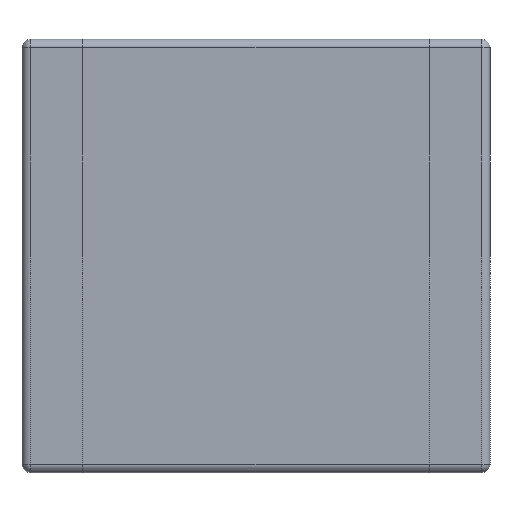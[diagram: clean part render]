
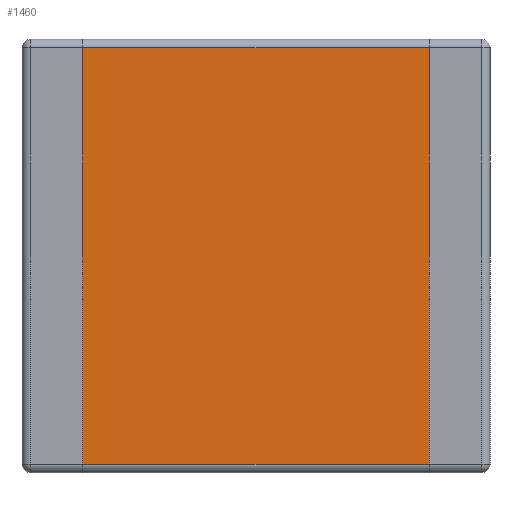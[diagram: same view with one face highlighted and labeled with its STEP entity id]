
A CAD part, front view. The second image highlights one B-rep face of the part: STEP entity #1460.
In plain terms, the highlighted planar face has unit normal (0, -1, 0).
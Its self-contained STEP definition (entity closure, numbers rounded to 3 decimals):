
#325 = DIRECTION ( 'NONE',  ( 0., 0., 1. ) ) ;
#326 = VECTOR ( 'NONE', #325, 1000. ) ;
#327 = CARTESIAN_POINT ( 'NONE',  ( -1., 0., -1.25 ) ) ;
#328 = LINE ( 'NONE', #327, #326 ) ;
#334 = CARTESIAN_POINT ( 'NONE',  ( 1., 0., -1.2 ) ) ;
#335 = DIRECTION ( 'NONE',  ( 0., 0., -1. ) ) ;
#336 = VECTOR ( 'NONE', #335, 1000. ) ;
#337 = CARTESIAN_POINT ( 'NONE',  ( 1., 0., -1.25 ) ) ;
#338 = LINE ( 'NONE', #337, #336 ) ;
#339 = CARTESIAN_POINT ( 'NONE',  ( 1., 0., 1.2 ) ) ;
#369 = CARTESIAN_POINT ( 'NONE',  ( -1., 0., -1.2 ) ) ;
#570 = CARTESIAN_POINT ( 'NONE',  ( -1., 0., 1.2 ) ) ;
#799 = DIRECTION ( 'NONE',  ( -1., 0., 0. ) ) ;
#800 = VECTOR ( 'NONE', #799, 1000. ) ;
#801 = CARTESIAN_POINT ( 'NONE',  ( -1.35, 0., 1.2 ) ) ;
#802 = LINE ( 'NONE', #801, #800 ) ;
#1050 = FACE_OUTER_BOUND ( 'NONE', #1461, .T. ) ;
#1064 = DIRECTION ( 'NONE',  ( 1., 0., 0. ) ) ;
#1065 = VECTOR ( 'NONE', #1064, 1000. ) ;
#1066 = CARTESIAN_POINT ( 'NONE',  ( 1.35, 0., -1.2 ) ) ;
#1067 = LINE ( 'NONE', #1066, #1065 ) ;
#1068 = DIRECTION ( 'NONE',  ( 0., 0., -1. ) ) ;
#1069 = DIRECTION ( 'NONE',  ( 0., -1., 0. ) ) ;
#1070 = CARTESIAN_POINT ( 'NONE',  ( 1.35, 0., -1.25 ) ) ;
#1071 = AXIS2_PLACEMENT_3D ( 'NONE', #1070, #1069, #1068 ) ;
#1072 = PLANE ( 'NONE',  #1071 ) ;
#1246 = VERTEX_POINT ( 'NONE', #339 ) ;
#1249 = EDGE_CURVE ( 'NONE', #1246, #1250, #338, .T. ) ;
#1250 = VERTEX_POINT ( 'NONE', #334 ) ;
#1252 = EDGE_CURVE ( 'NONE', #1257, #1320, #328, .T. ) ;
#1257 = VERTEX_POINT ( 'NONE', #369 ) ;
#1320 = VERTEX_POINT ( 'NONE', #570 ) ;
#1389 = ORIENTED_EDGE ( 'NONE', *, *, #1249, .F. ) ;
#1390 = ORIENTED_EDGE ( 'NONE', *, *, #1391, .T. ) ;
#1391 = EDGE_CURVE ( 'NONE', #1246, #1320, #802, .T. ) ;
#1460 = ADVANCED_FACE ( 'NONE', ( #1050 ), #1072, .T. ) ;
#1461 = EDGE_LOOP ( 'NONE', ( #1462, #1463, #1389, #1390 ) ) ;
#1462 = ORIENTED_EDGE ( 'NONE', *, *, #1252, .F. ) ;
#1463 = ORIENTED_EDGE ( 'NONE', *, *, #1464, .T. ) ;
#1464 = EDGE_CURVE ( 'NONE', #1257, #1250, #1067, .T. ) ;
